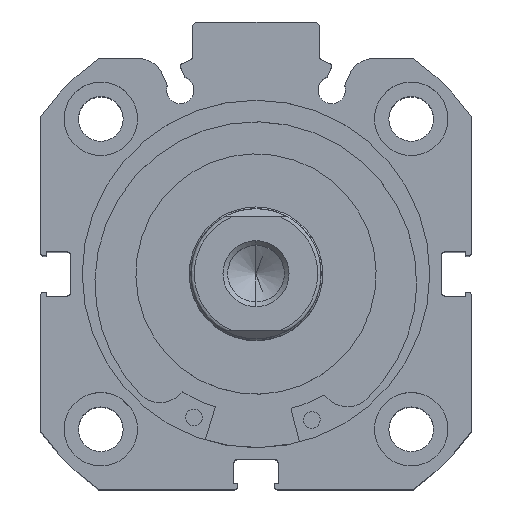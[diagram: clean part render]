
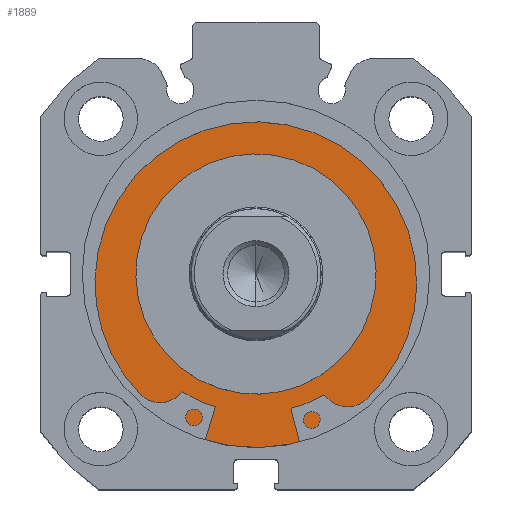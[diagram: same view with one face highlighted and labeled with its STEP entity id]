
A CAD part, top view. The second image highlights one B-rep face of the part: STEP entity #1889.
In plain terms, the highlighted face is planar.
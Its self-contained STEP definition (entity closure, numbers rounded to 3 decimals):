
#102 = ORIENTED_EDGE ( 'NONE', *, *, #4608, .T. ) ;
#109 = ORIENTED_EDGE ( 'NONE', *, *, #4604, .F. ) ;
#112 = ORIENTED_EDGE ( 'NONE', *, *, #4615, .T. ) ;
#142 = ORIENTED_EDGE ( 'NONE', *, *, #4617, .F. ) ;
#307 = EDGE_LOOP ( 'NONE', ( #142, #109 ) ) ;
#311 = EDGE_LOOP ( 'NONE', ( #112, #102 ) ) ;
#683 = FACE_BOUND ( 'NONE', #307, .T. ) ;
#688 = FACE_OUTER_BOUND ( 'NONE', #311, .T. ) ;
#1889 = ADVANCED_FACE ( 'NONE', ( #683, #688 ), #2793, .F. ) ;
#2793 = PLANE ( 'NONE',  #4850 ) ;
#2794 = DIRECTION ( 'NONE',  ( 0., 0., -1. ) ) ;
#2795 = DIRECTION ( 'NONE',  ( 1., 0., 0. ) ) ;
#2845 = CARTESIAN_POINT ( 'NONE',  ( 3.5, 26., 0. ) ) ;
#4376 = VERTEX_POINT ( 'NONE', #6694 ) ;
#4406 = VERTEX_POINT ( 'NONE', #6717 ) ;
#4553 = VERTEX_POINT ( 'NONE', #6830 ) ;
#4579 = VERTEX_POINT ( 'NONE', #6855 ) ;
#4604 = EDGE_CURVE ( 'NONE', #4553, #4579, #5658, .T. ) ;
#4608 = EDGE_CURVE ( 'NONE', #4406, #4376, #5665, .T. ) ;
#4615 = EDGE_CURVE ( 'NONE', #4376, #4406, #5675, .T. ) ;
#4617 = EDGE_CURVE ( 'NONE', #4579, #4553, #5679, .T. ) ;
#4850 = AXIS2_PLACEMENT_3D ( 'NONE', #2845, #2795, #2794 ) ;
#5175 = AXIS2_PLACEMENT_3D ( 'NONE', #6899, #6905, #6906 ) ;
#5177 = AXIS2_PLACEMENT_3D ( 'NONE', #6888, #6894, #6895 ) ;
#5185 = AXIS2_PLACEMENT_3D ( 'NONE', #6920, #6923, #6924 ) ;
#5187 = AXIS2_PLACEMENT_3D ( 'NONE', #6922, #6929, #6930 ) ;
#5658 = CIRCLE ( 'NONE', #5177, 18. ) ;
#5665 = CIRCLE ( 'NONE', #5175, 26. ) ;
#5675 = CIRCLE ( 'NONE', #5185, 26. ) ;
#5679 = CIRCLE ( 'NONE', #5187, 18. ) ;
#6694 = CARTESIAN_POINT ( 'NONE',  ( 3.5, 0., 26. ) ) ;
#6717 = CARTESIAN_POINT ( 'NONE',  ( 3.5, 0., -26. ) ) ;
#6830 = CARTESIAN_POINT ( 'NONE',  ( 3.5, 0., -18. ) ) ;
#6855 = CARTESIAN_POINT ( 'NONE',  ( 3.5, 0., 18. ) ) ;
#6888 = CARTESIAN_POINT ( 'NONE',  ( 3.5, 0., 0. ) ) ;
#6894 = DIRECTION ( 'NONE',  ( -1., 0., 0. ) ) ;
#6895 = DIRECTION ( 'NONE',  ( 0., 0., 1. ) ) ;
#6899 = CARTESIAN_POINT ( 'NONE',  ( 3.5, 0., 0. ) ) ;
#6905 = DIRECTION ( 'NONE',  ( -1., 0., 0. ) ) ;
#6906 = DIRECTION ( 'NONE',  ( 0., 0., 1. ) ) ;
#6920 = CARTESIAN_POINT ( 'NONE',  ( 3.5, 0., 0. ) ) ;
#6922 = CARTESIAN_POINT ( 'NONE',  ( 3.5, 0., 0. ) ) ;
#6923 = DIRECTION ( 'NONE',  ( -1., 0., 0. ) ) ;
#6924 = DIRECTION ( 'NONE',  ( 0., 0., 1. ) ) ;
#6929 = DIRECTION ( 'NONE',  ( -1., 0., 0. ) ) ;
#6930 = DIRECTION ( 'NONE',  ( 0., 0., 1. ) ) ;
